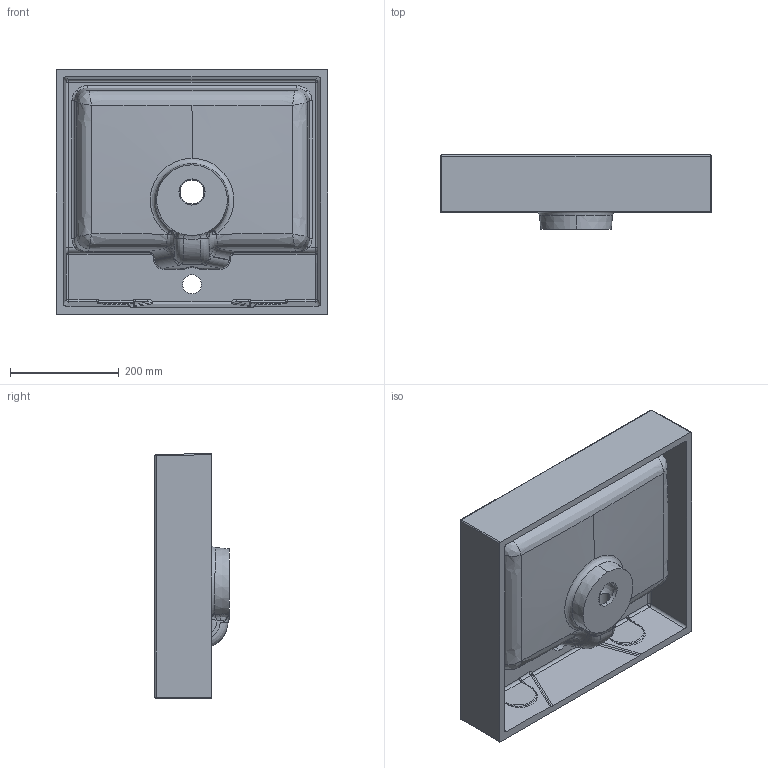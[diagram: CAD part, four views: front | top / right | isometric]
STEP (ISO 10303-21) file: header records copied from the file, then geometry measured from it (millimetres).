
FILE_DESCRIPTION (( 'STEP AP203' ), '1' );
FILE_NAME ('6301280511.STEP', '2020-12-16T22:24:04', ( '' ), ( '' ), 'SwSTEP 2.0', 'SolidWorks 2019', '' );
FILE_SCHEMA (( 'CONFIG_CONTROL_DESIGN' ));
Length unit declared in the file: millimetre
Products named in the file (1): 6301280511
Bounding box: 500 x 137 x 450 mm (x, y, z)
Volume: 7520789.3 mm3; surface area: 1010179.9 mm2
Topology: 1 solids, 1 shells, 300 faces, 747 edges, 423 vertices
Faces by surface type: bspline 121, cylinder 93, plane 51, torus 20, cone 9, sphere 6
Entity records: 15627 total; most frequent: CARTESIAN_POINT 9584, ORIENTED_EDGE 1434, DIRECTION 1027, EDGE_CURVE 717, VERTEX_POINT 423, AXIS2_PLACEMENT_3D 407, EDGE_LOOP 310, FACE_OUTER_BOUND 300
